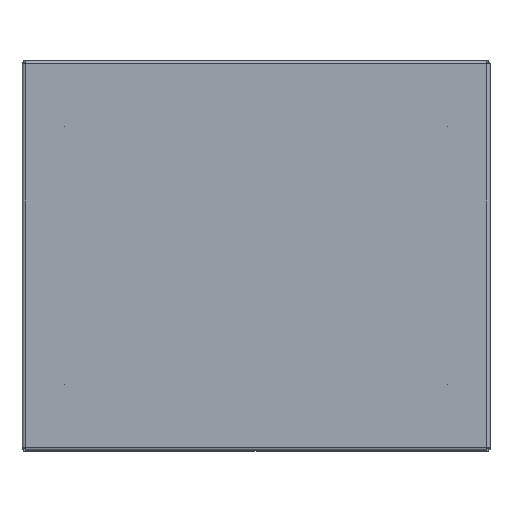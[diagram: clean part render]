
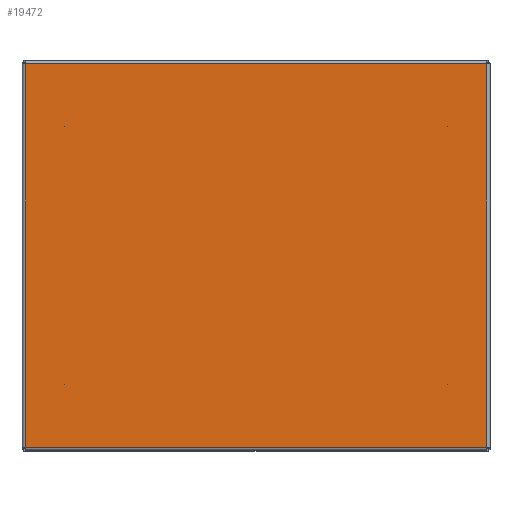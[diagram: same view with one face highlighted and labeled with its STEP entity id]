
A CAD part, front view. The second image highlights one B-rep face of the part: STEP entity #19472.
In plain terms, the highlighted planar face has unit normal (0, -1, 0).
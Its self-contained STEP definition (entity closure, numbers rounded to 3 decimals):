
#1447=LINE('',#32917,#2689);
#1454=LINE('',#32938,#2696);
#1460=LINE('',#32957,#2702);
#1466=LINE('',#32975,#2708);
#2689=VECTOR('',#25160,296.);
#2696=VECTOR('',#25189,246.);
#2702=VECTOR('',#25217,246.);
#2708=VECTOR('',#25245,296.);
#4760=FACE_OUTER_BOUND('',#6207,.T.);
#6207=EDGE_LOOP('',(#15129,#15130,#15131,#15132));
#8593=VERTEX_POINT('',#32914);
#8594=VERTEX_POINT('',#32916);
#8597=VERTEX_POINT('',#32936);
#8599=VERTEX_POINT('',#32956);
#10836=EDGE_CURVE('',#8594,#8593,#1447,.T.);
#10847=EDGE_CURVE('',#8593,#8597,#1454,.T.);
#10857=EDGE_CURVE('',#8599,#8594,#1460,.T.);
#10867=EDGE_CURVE('',#8597,#8599,#1466,.T.);
#15129=ORIENTED_EDGE('',*,*,#10836,.T.);
#15130=ORIENTED_EDGE('',*,*,#10847,.T.);
#15131=ORIENTED_EDGE('',*,*,#10867,.T.);
#15132=ORIENTED_EDGE('',*,*,#10857,.T.);
#17305=PLANE('',#21197);
#19472=ADVANCED_FACE('',(#4760),#17305,.F.);
#21197=AXIS2_PLACEMENT_3D('',#32989,#25268,#25269);
#25160=DIRECTION('',(1.,0.,0.));
#25189=DIRECTION('',(0.,0.,1.));
#25217=DIRECTION('',(0.,0.,-1.));
#25245=DIRECTION('',(-1.,0.,0.));
#25268=DIRECTION('center_axis',(0.,1.,0.));
#25269=DIRECTION('ref_axis',(0.,0.,1.));
#32914=CARTESIAN_POINT('',(148.,0.,-123.));
#32916=CARTESIAN_POINT('',(-148.,0.,-123.));
#32917=CARTESIAN_POINT('',(-74.,0.,-123.));
#32936=CARTESIAN_POINT('',(148.,0.,123.));
#32938=CARTESIAN_POINT('',(148.,0.,-61.5));
#32956=CARTESIAN_POINT('',(-148.,0.,123.));
#32957=CARTESIAN_POINT('',(-148.,0.,61.5));
#32975=CARTESIAN_POINT('',(74.,0.,123.));
#32989=CARTESIAN_POINT('Origin',(0.,0.,0.));
